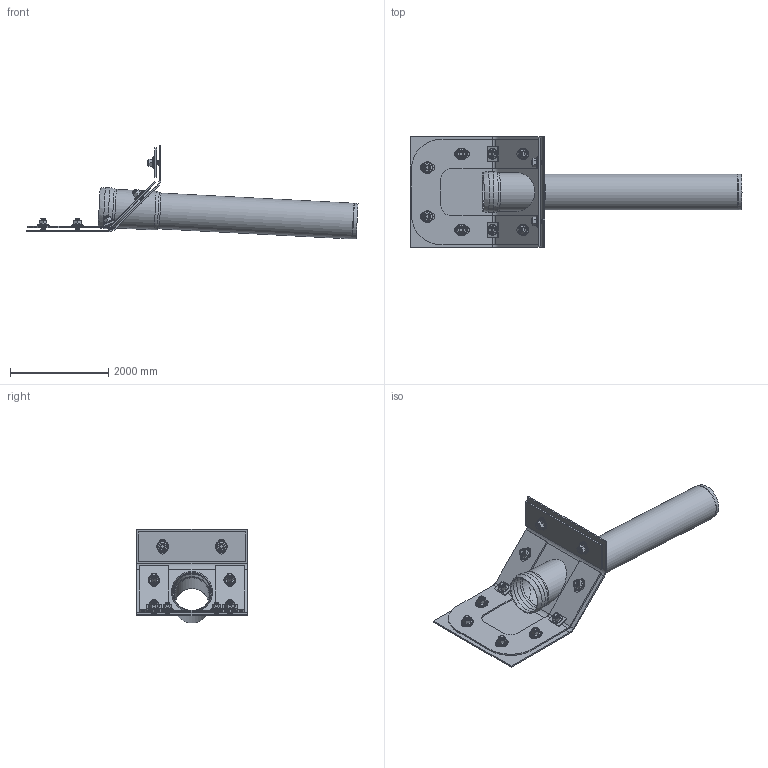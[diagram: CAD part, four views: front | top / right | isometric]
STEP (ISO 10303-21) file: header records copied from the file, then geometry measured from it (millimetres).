
FILE_DESCRIPTION(/* description */ (''),/* implementation_level */ '2;1');
FILE_NAME(/* name */ '13511.070X_3D.stp',/* time_stamp */ '2024-12-11T14:47:28+01:00',/* author */ ('CAD'),/* organization */ (''),/* preprocessor_version */ 'ST-DEVELOPER v20',/* originating_system */ 'AutoCAD Mechanical',/* authorisation */ '');
FILE_SCHEMA (('AUTOMOTIVE_DESIGN { 1 0 10303 214 3 1 1 }'));
Length unit declared in the file: centimetre
Products named in the file (2): Product; *S0
Assembly tree (1 placements, depth 2):
  Product
    *S0
Bounding box: 6772.17 x 2250 x 1916.04 mm (x, y, z)
Volume: 630765557 mm3; surface area: 55535769.2 mm2
Topology: 34 solids, 34 shells, 542 faces, 1188 edges, 719 vertices
Faces by surface type: cone 252, plane 184, cylinder 83, torus 19, bspline 4
Full cylindrical faces by diameter (mm): 83.76 x10, 99.999 x10, 110 x2, 130 x8, 240 x8, 700 x1, 730 x1, 756 x1, 786 x2, 806 x1, 836 x1
Entity records: 15599 total; most frequent: CARTESIAN_POINT 3620, DIRECTION 2562, ORIENTED_EDGE 2370, EDGE_CURVE 1185, AXIS2_PLACEMENT_3D 1029, VERTEX_POINT 713, EDGE_LOOP 592, FACE_OUTER_BOUND 542
